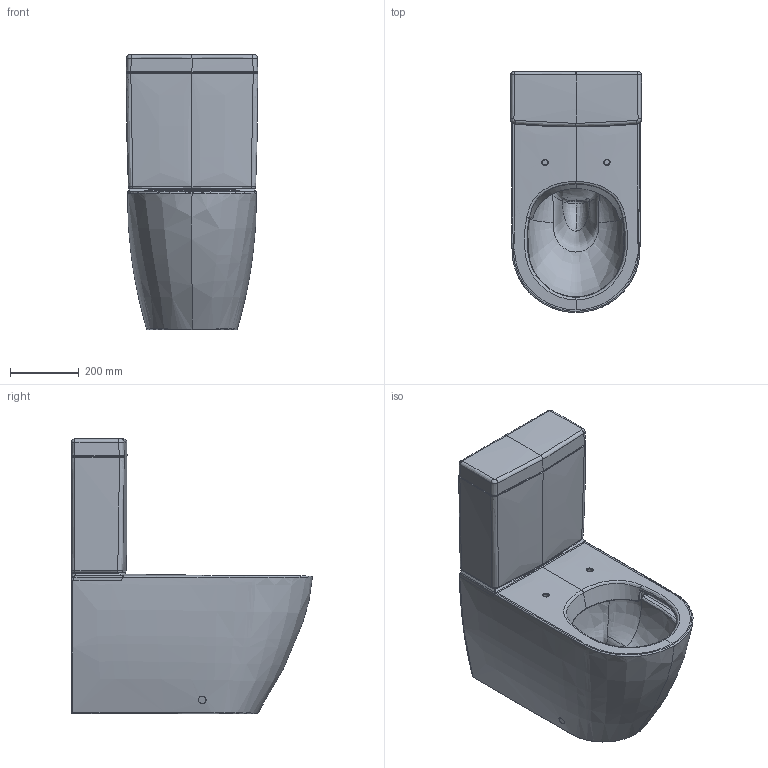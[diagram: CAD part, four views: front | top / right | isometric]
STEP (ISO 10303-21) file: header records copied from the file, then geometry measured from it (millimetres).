
FILE_DESCRIPTION(/* description */ (''),/* implementation_level */ '2;1');
FILE_NAME(/* name */ '5617R0_STWC_mit_570600_SK_Subway_2.stp',/* time_stamp */ '2019-01-31T12:54:44+01:00',/* author */ (''),/* organization */ (''),/* preprocessor_version */ 'ST-DEVELOPER v16',/* originating_system */ 'SIEMENS PLM Software NX 10.0',/* authorisation */ '');
FILE_SCHEMA (('AUTOMOTIVE_DESIGN { 1 0 10303 214 3 1 1 1 }'));
Products named in the file (1): math2F08A81B6ntx
Bounding box: 383.14 x 700.52 x 800.68 mm (x, y, z)
Volume: 91676818.8 mm3; surface area: 1855541.8 mm2
Topology: 2 solids, 2 shells, 230 faces, 576 edges, 342 vertices
Faces by surface type: bspline 208, plane 14, extrusion 4, sphere 4
Entity records: 39264 total; most frequent: CARTESIAN_POINT 35769, ORIENTED_EDGE 1096, EDGE_CURVE 548, B_SPLINE_CURVE_WITH_KNOTS 423, VERTEX_POINT 338, EDGE_LOOP 246, ADVANCED_FACE 230, FACE_OUTER_BOUND 220
